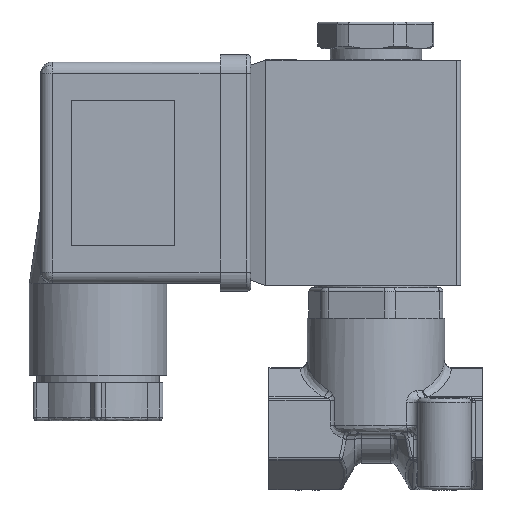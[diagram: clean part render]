
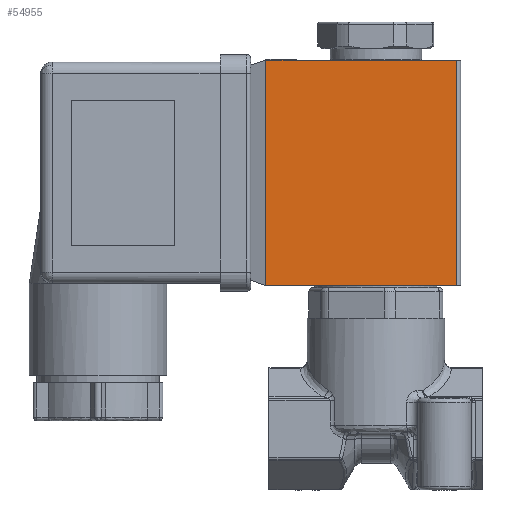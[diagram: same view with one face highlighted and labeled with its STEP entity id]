
A CAD part, front view. The second image highlights one B-rep face of the part: STEP entity #54955.
In plain terms, the highlighted planar face has unit normal (0, -1, 0).
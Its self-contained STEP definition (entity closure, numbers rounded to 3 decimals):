
#3090 = CARTESIAN_POINT ( 'NONE',  ( 10.6, -11., 48.3 ) ) ;
#4477 = VECTOR ( 'NONE', #74461, 1000. ) ;
#10295 = VERTEX_POINT ( 'NONE', #45015 ) ;
#10630 = CARTESIAN_POINT ( 'NONE',  ( -1.9, -11., 33.55 ) ) ;
#10868 = ORIENTED_EDGE ( 'NONE', *, *, #29613, .T. ) ;
#12058 = CARTESIAN_POINT ( 'NONE',  ( -14.4, -11., 48.3 ) ) ;
#14114 = LINE ( 'NONE', #45755, #48181 ) ;
#17953 = DIRECTION ( 'NONE',  ( 0., 0., 1. ) ) ;
#19449 = LINE ( 'NONE', #27903, #58055 ) ;
#19941 = EDGE_LOOP ( 'NONE', ( #81745, #73828, #73554, #10868 ) ) ;
#23868 = LINE ( 'NONE', #52530, #4477 ) ;
#27067 = VERTEX_POINT ( 'NONE', #3090 ) ;
#27903 = CARTESIAN_POINT ( 'NONE',  ( -1.65, -11., 48.3 ) ) ;
#29613 = EDGE_CURVE ( 'NONE', #86731, #10295, #14114, .T. ) ;
#31538 = DIRECTION ( 'NONE',  ( 1., 0., 0. ) ) ;
#35205 = DIRECTION ( 'NONE',  ( 1., 0., 0. ) ) ;
#36117 = EDGE_CURVE ( 'NONE', #89144, #27067, #19449, .T. ) ;
#39509 = EDGE_CURVE ( 'NONE', #27067, #10295, #23868, .T. ) ;
#45015 = CARTESIAN_POINT ( 'NONE',  ( 10.6, -11., 18.8 ) ) ;
#45755 = CARTESIAN_POINT ( 'NONE',  ( -1.65, -11., 18.8 ) ) ;
#46824 = PLANE ( 'NONE',  #60383 ) ;
#48181 = VECTOR ( 'NONE', #31538, 1000. ) ;
#49511 = CARTESIAN_POINT ( 'NONE',  ( -14.4, -11., 33.55 ) ) ;
#50448 = CARTESIAN_POINT ( 'NONE',  ( -14.4, -11., 18.8 ) ) ;
#52530 = CARTESIAN_POINT ( 'NONE',  ( 10.6, -11., 33.55 ) ) ;
#53216 = LINE ( 'NONE', #49511, #89637 ) ;
#54955 = ADVANCED_FACE ( 'NONE', ( #56986 ), #46824, .F. ) ;
#56843 = DIRECTION ( 'NONE',  ( 0., 0., 1. ) ) ;
#56986 = FACE_OUTER_BOUND ( 'NONE', #19941, .T. ) ;
#58055 = VECTOR ( 'NONE', #35205, 1000. ) ;
#60383 = AXIS2_PLACEMENT_3D ( 'NONE', #10630, #61451, #17953 ) ;
#61451 = DIRECTION ( 'NONE',  ( 0., 1., 0. ) ) ;
#73554 = ORIENTED_EDGE ( 'NONE', *, *, #80672, .F. ) ;
#73828 = ORIENTED_EDGE ( 'NONE', *, *, #36117, .F. ) ;
#74461 = DIRECTION ( 'NONE',  ( 0., 0., -1. ) ) ;
#80672 = EDGE_CURVE ( 'NONE', #86731, #89144, #53216, .T. ) ;
#81745 = ORIENTED_EDGE ( 'NONE', *, *, #39509, .F. ) ;
#86731 = VERTEX_POINT ( 'NONE', #50448 ) ;
#89144 = VERTEX_POINT ( 'NONE', #12058 ) ;
#89637 = VECTOR ( 'NONE', #56843, 1000. ) ;
